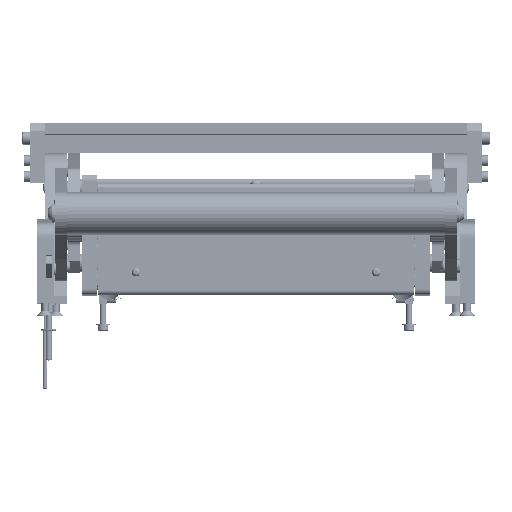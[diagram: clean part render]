
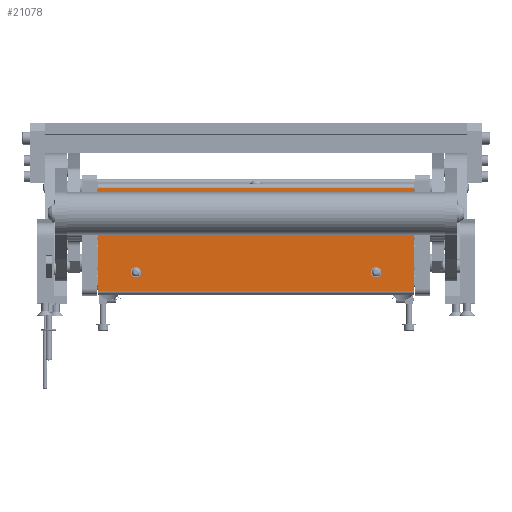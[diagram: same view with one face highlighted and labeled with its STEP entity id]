
A CAD part, top view. The second image highlights one B-rep face of the part: STEP entity #21078.
In plain terms, the highlighted face is planar.
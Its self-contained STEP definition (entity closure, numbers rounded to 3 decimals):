
#74 = CARTESIAN_POINT ( 'NONE',  ( 82.1, 58.8, 0. ) ) ;
#944 = CIRCLE ( 'NONE', #51662, 2.1 ) ;
#1945 = EDGE_LOOP ( 'NONE', ( #67828, #5483 ) ) ;
#2428 = CARTESIAN_POINT ( 'NONE',  ( -80., 58.8, 0. ) ) ;
#2809 = VERTEX_POINT ( 'NONE', #74 ) ;
#2907 = FACE_OUTER_BOUND ( 'NONE', #68116, .T. ) ;
#3455 = DIRECTION ( 'NONE',  ( -1., 0., 0. ) ) ;
#4090 = CARTESIAN_POINT ( 'NONE',  ( -105., 71.133, 0. ) ) ;
#4668 = CARTESIAN_POINT ( 'NONE',  ( -80., 58.8, 0. ) ) ;
#4910 = DIRECTION ( 'NONE',  ( -1., 0., 0. ) ) ;
#5483 = ORIENTED_EDGE ( 'NONE', *, *, #69497, .F. ) ;
#6572 = DIRECTION ( 'NONE',  ( 0., 1., 0. ) ) ;
#7146 = FACE_BOUND ( 'NONE', #20764, .T. ) ;
#8251 = DIRECTION ( 'NONE',  ( 1., 0., 0. ) ) ;
#8345 = AXIS2_PLACEMENT_3D ( 'NONE', #41553, #24482, #3455 ) ;
#8497 = CIRCLE ( 'NONE', #8345, 2.1 ) ;
#8539 = EDGE_CURVE ( 'NONE', #44016, #2809, #66039, .T. ) ;
#8694 = LINE ( 'NONE', #29772, #46419 ) ;
#8820 = AXIS2_PLACEMENT_3D ( 'NONE', #65918, #10470, #65461 ) ;
#10470 = DIRECTION ( 'NONE',  ( 0., 0., -1. ) ) ;
#10886 = CARTESIAN_POINT ( 'NONE',  ( -82.1, 58.8, 0. ) ) ;
#11160 = CARTESIAN_POINT ( 'NONE',  ( -105., 71.133, 0. ) ) ;
#12899 = AXIS2_PLACEMENT_3D ( 'NONE', #2428, #52127, #18636 ) ;
#14954 = VERTEX_POINT ( 'NONE', #10886 ) ;
#15500 = AXIS2_PLACEMENT_3D ( 'NONE', #31326, #69757, #37336 ) ;
#15860 = CARTESIAN_POINT ( 'NONE',  ( 105., 71.133, 0. ) ) ;
#16024 = VECTOR ( 'NONE', #6572, 1000. ) ;
#17108 = EDGE_CURVE ( 'NONE', #58761, #31108, #68503, .T. ) ;
#17392 = CARTESIAN_POINT ( 'NONE',  ( 105., 2.737, 0. ) ) ;
#18636 = DIRECTION ( 'NONE',  ( -1., 0., 0. ) ) ;
#19671 = CARTESIAN_POINT ( 'NONE',  ( -105., 2.737, 0. ) ) ;
#20080 = DIRECTION ( 'NONE',  ( 0., 1., 0. ) ) ;
#20540 = DIRECTION ( 'NONE',  ( -1., 0., 0. ) ) ;
#20553 = CARTESIAN_POINT ( 'NONE',  ( 105., 0., 0. ) ) ;
#20764 = EDGE_LOOP ( 'NONE', ( #49428, #60075 ) ) ;
#21078 = ADVANCED_FACE ( 'NONE', ( #29378, #7146, #2907 ), #32721, .T. ) ;
#21310 = VECTOR ( 'NONE', #20540, 1000. ) ;
#22415 = EDGE_CURVE ( 'NONE', #14954, #67870, #66129, .T. ) ;
#24482 = DIRECTION ( 'NONE',  ( 0., 0., -1. ) ) ;
#29378 = FACE_BOUND ( 'NONE', #1945, .T. ) ;
#29772 = CARTESIAN_POINT ( 'NONE',  ( -105., 2.737, 0. ) ) ;
#31108 = VERTEX_POINT ( 'NONE', #15860 ) ;
#31326 = CARTESIAN_POINT ( 'NONE',  ( 80., 58.8, 0. ) ) ;
#32721 = PLANE ( 'NONE',  #8820 ) ;
#34255 = VERTEX_POINT ( 'NONE', #19671 ) ;
#34432 = ORIENTED_EDGE ( 'NONE', *, *, #47729, .F. ) ;
#37336 = DIRECTION ( 'NONE',  ( -1., 0., 0. ) ) ;
#37665 = LINE ( 'NONE', #4090, #21310 ) ;
#38913 = CARTESIAN_POINT ( 'NONE',  ( -105., 0., 0. ) ) ;
#39870 = CARTESIAN_POINT ( 'NONE',  ( -77.9, 58.8, 0. ) ) ;
#41014 = EDGE_CURVE ( 'NONE', #34255, #65645, #65863, .T. ) ;
#41553 = CARTESIAN_POINT ( 'NONE',  ( 80., 58.8, 0. ) ) ;
#44016 = VERTEX_POINT ( 'NONE', #70481 ) ;
#46419 = VECTOR ( 'NONE', #8251, 1000. ) ;
#47729 = EDGE_CURVE ( 'NONE', #34255, #58761, #8694, .T. ) ;
#48906 = EDGE_CURVE ( 'NONE', #2809, #44016, #8497, .T. ) ;
#49428 = ORIENTED_EDGE ( 'NONE', *, *, #8539, .F. ) ;
#51662 = AXIS2_PLACEMENT_3D ( 'NONE', #4668, #70621, #4910 ) ;
#52127 = DIRECTION ( 'NONE',  ( 0., 0., -1. ) ) ;
#53940 = VECTOR ( 'NONE', #20080, 1000. ) ;
#54971 = ORIENTED_EDGE ( 'NONE', *, *, #17108, .F. ) ;
#55877 = EDGE_CURVE ( 'NONE', #31108, #65645, #37665, .T. ) ;
#58761 = VERTEX_POINT ( 'NONE', #17392 ) ;
#60075 = ORIENTED_EDGE ( 'NONE', *, *, #48906, .F. ) ;
#62281 = ORIENTED_EDGE ( 'NONE', *, *, #55877, .F. ) ;
#65461 = DIRECTION ( 'NONE',  ( -1., 0., 0. ) ) ;
#65645 = VERTEX_POINT ( 'NONE', #11160 ) ;
#65863 = LINE ( 'NONE', #38913, #16024 ) ;
#65918 = CARTESIAN_POINT ( 'NONE',  ( -105., 0., 0. ) ) ;
#66039 = CIRCLE ( 'NONE', #15500, 2.1 ) ;
#66129 = CIRCLE ( 'NONE', #12899, 2.1 ) ;
#67288 = ORIENTED_EDGE ( 'NONE', *, *, #41014, .T. ) ;
#67828 = ORIENTED_EDGE ( 'NONE', *, *, #22415, .F. ) ;
#67870 = VERTEX_POINT ( 'NONE', #39870 ) ;
#68116 = EDGE_LOOP ( 'NONE', ( #62281, #54971, #34432, #67288 ) ) ;
#68503 = LINE ( 'NONE', #20553, #53940 ) ;
#69497 = EDGE_CURVE ( 'NONE', #67870, #14954, #944, .T. ) ;
#69757 = DIRECTION ( 'NONE',  ( 0., 0., -1. ) ) ;
#70481 = CARTESIAN_POINT ( 'NONE',  ( 77.9, 58.8, 0. ) ) ;
#70621 = DIRECTION ( 'NONE',  ( 0., 0., -1. ) ) ;
